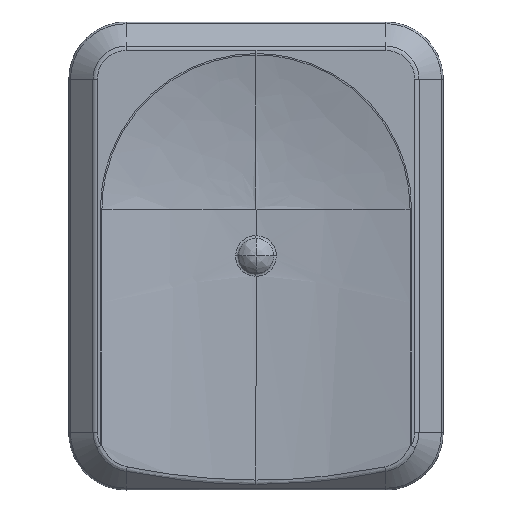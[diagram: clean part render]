
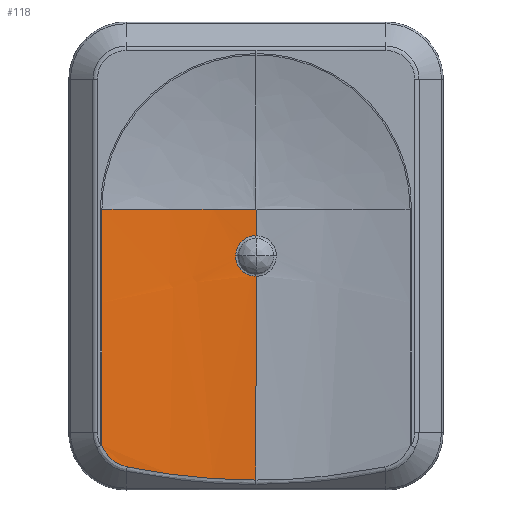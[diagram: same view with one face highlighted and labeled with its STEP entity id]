
A CAD part, top view. The second image highlights one B-rep face of the part: STEP entity #118.
In plain terms, the highlighted free-form (B-spline) face has degree [2, 1] with [3, 2] control points.
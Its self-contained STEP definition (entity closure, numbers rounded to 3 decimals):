
#118=ADVANCED_FACE('',(#223),#1505,.T.);
#223=FACE_OUTER_BOUND('',#331,.T.);
#331=EDGE_LOOP('',(#787,#788,#789,#790,#791,#792,#793,#794,#795));
#787=ORIENTED_EDGE('',*,*,#1040,.F.);
#788=ORIENTED_EDGE('',*,*,#1029,.F.);
#789=ORIENTED_EDGE('',*,*,#1035,.F.);
#790=ORIENTED_EDGE('',*,*,#1039,.F.);
#791=ORIENTED_EDGE('',*,*,#900,.F.);
#792=ORIENTED_EDGE('',*,*,#974,.F.);
#793=ORIENTED_EDGE('',*,*,#1022,.F.);
#794=ORIENTED_EDGE('',*,*,#1051,.F.);
#795=ORIENTED_EDGE('',*,*,#1047,.F.);
#900=EDGE_CURVE('',#1359,#1360,#1078,.T.);
#974=EDGE_CURVE('',#1404,#1359,#1124,.T.);
#1022=EDGE_CURVE('',#1427,#1404,#1152,.T.);
#1029=EDGE_CURVE('',#1415,#1416,#1279,.T.);
#1035=EDGE_CURVE('',#1418,#1415,#1285,.T.);
#1039=EDGE_CURVE('',#1360,#1418,#1157,.T.);
#1040=EDGE_CURVE('',#1416,#1429,#1158,.T.);
#1047=EDGE_CURVE('',#1429,#1430,#1162,.T.);
#1051=EDGE_CURVE('',#1430,#1427,#1166,.T.);
#1078=(
BOUNDED_CURVE()
B_SPLINE_CURVE(2,(#2973,#2974,#2975),.UNSPECIFIED.,.F.,.F.)
B_SPLINE_CURVE_WITH_KNOTS((3,3),(0.092,7.517),
 .UNSPECIFIED.)
CURVE()
GEOMETRIC_REPRESENTATION_ITEM()
RATIONAL_B_SPLINE_CURVE((1.,1.,1.))
REPRESENTATION_ITEM('')
);
#1124=(
BOUNDED_CURVE()
B_SPLINE_CURVE(1,(#3168,#3169),.UNSPECIFIED.,.F.,.F.)
B_SPLINE_CURVE_WITH_KNOTS((2,2),(0.,4.5),.UNSPECIFIED.)
CURVE()
GEOMETRIC_REPRESENTATION_ITEM()
RATIONAL_B_SPLINE_CURVE((1.,1.))
REPRESENTATION_ITEM('')
);
#1152=(
BOUNDED_CURVE()
B_SPLINE_CURVE(1,(#3326,#3327),.UNSPECIFIED.,.F.,.F.)
B_SPLINE_CURVE_WITH_KNOTS((2,2),(0.246,7.115),
 .UNSPECIFIED.)
CURVE()
GEOMETRIC_REPRESENTATION_ITEM()
RATIONAL_B_SPLINE_CURVE((1.,1.))
REPRESENTATION_ITEM('')
);
#1157=(
BOUNDED_CURVE()
B_SPLINE_CURVE(1,(#3444,#3445),.UNSPECIFIED.,.F.,.F.)
B_SPLINE_CURVE_WITH_KNOTS((2,2),(0.,1.274),.UNSPECIFIED.)
CURVE()
GEOMETRIC_REPRESENTATION_ITEM()
RATIONAL_B_SPLINE_CURVE((1.,1.))
REPRESENTATION_ITEM('')
);
#1158=(
BOUNDED_CURVE()
B_SPLINE_CURVE(1,(#3446,#3447),.UNSPECIFIED.,.F.,.F.)
B_SPLINE_CURVE_WITH_KNOTS((2,2),(0.,9.8),.UNSPECIFIED.)
CURVE()
GEOMETRIC_REPRESENTATION_ITEM()
RATIONAL_B_SPLINE_CURVE((1.,1.))
REPRESENTATION_ITEM('')
);
#1162=(
BOUNDED_CURVE()
B_SPLINE_CURVE(3,(#3473,#3474,#3475,#3476,#3477,#3478,#3479),
 .UNSPECIFIED.,.F.,.F.)
B_SPLINE_CURVE_WITH_KNOTS((4,3,4),(-6.37,-2.618,-0.037),
 .UNSPECIFIED.)
CURVE()
GEOMETRIC_REPRESENTATION_ITEM()
RATIONAL_B_SPLINE_CURVE((1.,1.,1.,1.,1.,1.,
1.))
REPRESENTATION_ITEM('')
);
#1166=(
BOUNDED_CURVE()
B_SPLINE_CURVE(3,(#3491,#3492,#3493,#3494,#3495),.UNSPECIFIED.,.F.,.F.)
B_SPLINE_CURVE_WITH_KNOTS((4,1,4),(-0.037,0.811,
1.656),.UNSPECIFIED.)
CURVE()
GEOMETRIC_REPRESENTATION_ITEM()
RATIONAL_B_SPLINE_CURVE((1.,1.,1.,1.,1.))
REPRESENTATION_ITEM('')
);
#1279=B_SPLINE_CURVE_WITH_KNOTS('',3,(#3356,#3357,#3358,#3359,#3360,#3361,
#3362,#3363,#3364,#3365),.UNSPECIFIED.,.F.,.F.,(4,2,2,2,4),(-1.43,
-1.073,-0.715,-0.358,0.),
 .UNSPECIFIED.);
#1285=B_SPLINE_CURVE_WITH_KNOTS('',3,(#3404,#3405,#3406,#3407,#3408,#3409,
#3410,#3411,#3412,#3413),.UNSPECIFIED.,.F.,.F.,(4,2,2,2,4),(0.,0.386,
0.772,1.158,1.543),.UNSPECIFIED.);
#1359=VERTEX_POINT('',#2592);
#1360=VERTEX_POINT('',#2593);
#1404=VERTEX_POINT('',#2637);
#1415=VERTEX_POINT('',#2648);
#1416=VERTEX_POINT('',#2649);
#1418=VERTEX_POINT('',#2651);
#1427=VERTEX_POINT('',#2660);
#1429=VERTEX_POINT('',#2662);
#1430=VERTEX_POINT('',#2663);
#1505=(
BOUNDED_SURFACE()
B_SPLINE_SURFACE(2,1,((#2441,#2442),(#2443,#2444),(#2445,#2446)),
 .UNSPECIFIED.,.F.,.F.,.F.)
B_SPLINE_SURFACE_WITH_KNOTS((3,3),(2,2),(0.,7.514),
(0.,20.804),.UNSPECIFIED.)
GEOMETRIC_REPRESENTATION_ITEM()
RATIONAL_B_SPLINE_SURFACE(((1.,1.),(1.,1.),(1.,1.)))
REPRESENTATION_ITEM('')
SURFACE()
);
#2441=CARTESIAN_POINT('',(26.831,-10.952,9.23));
#2442=CARTESIAN_POINT('',(26.831,9.853,9.23));
#2443=CARTESIAN_POINT('',(30.535,-10.952,8.338));
#2444=CARTESIAN_POINT('',(30.535,9.853,8.338));
#2445=CARTESIAN_POINT('',(34.24,-10.952,8.338));
#2446=CARTESIAN_POINT('',(34.24,9.853,8.338));
#2592=CARTESIAN_POINT('',(26.831,7.353,9.23));
#2593=CARTESIAN_POINT('',(34.24,7.353,8.338));
#2637=CARTESIAN_POINT('',(26.831,2.853,9.23));
#2648=CARTESIAN_POINT('',(33.263,5.103,8.353));
#2649=CARTESIAN_POINT('',(34.24,4.126,8.338));
#2651=CARTESIAN_POINT('',(34.24,6.079,8.338));
#2660=CARTESIAN_POINT('',(26.831,-4.016,9.23));
#2662=CARTESIAN_POINT('',(34.24,-5.673,8.338));
#2663=CARTESIAN_POINT('',(28.049,-5.045,8.961));
#2973=CARTESIAN_POINT('',(26.831,7.353,9.23));
#2974=CARTESIAN_POINT('',(30.535,7.353,8.338));
#2975=CARTESIAN_POINT('',(34.24,7.353,8.338));
#3168=CARTESIAN_POINT('',(26.831,2.853,9.23));
#3169=CARTESIAN_POINT('',(26.831,7.353,9.23));
#3326=CARTESIAN_POINT('',(26.831,-4.016,9.23));
#3327=CARTESIAN_POINT('',(26.831,2.853,9.23));
#3356=CARTESIAN_POINT('',(33.263,5.103,8.353));
#3357=CARTESIAN_POINT('',(33.263,4.975,8.353));
#3358=CARTESIAN_POINT('',(33.289,4.847,8.353));
#3359=CARTESIAN_POINT('',(33.387,4.611,8.35));
#3360=CARTESIAN_POINT('',(33.459,4.503,8.348));
#3361=CARTESIAN_POINT('',(33.64,4.322,8.344));
#3362=CARTESIAN_POINT('',(33.748,4.25,8.342));
#3363=CARTESIAN_POINT('',(33.984,4.152,8.339));
#3364=CARTESIAN_POINT('',(34.112,4.126,8.338));
#3365=CARTESIAN_POINT('',(34.24,4.126,8.338));
#3404=CARTESIAN_POINT('',(34.24,6.079,8.338));
#3405=CARTESIAN_POINT('',(34.112,6.079,8.338));
#3406=CARTESIAN_POINT('',(33.984,6.054,8.339));
#3407=CARTESIAN_POINT('',(33.748,5.956,8.342));
#3408=CARTESIAN_POINT('',(33.64,5.883,8.344));
#3409=CARTESIAN_POINT('',(33.459,5.703,8.348));
#3410=CARTESIAN_POINT('',(33.387,5.594,8.35));
#3411=CARTESIAN_POINT('',(33.289,5.358,8.353));
#3412=CARTESIAN_POINT('',(33.263,5.23,8.353));
#3413=CARTESIAN_POINT('',(33.263,5.103,8.353));
#3444=CARTESIAN_POINT('',(34.24,7.353,8.338));
#3445=CARTESIAN_POINT('',(34.24,6.079,8.338));
#3446=CARTESIAN_POINT('',(34.24,4.126,8.338));
#3447=CARTESIAN_POINT('',(34.24,-5.673,8.338));
#3473=CARTESIAN_POINT('',(34.24,-5.673,8.338));
#3474=CARTESIAN_POINT('',(33.001,-5.673,8.338));
#3475=CARTESIAN_POINT('',(31.763,-5.597,8.413));
#3476=CARTESIAN_POINT('',(30.542,-5.449,8.56));
#3477=CARTESIAN_POINT('',(29.701,-5.347,8.661));
#3478=CARTESIAN_POINT('',(28.869,-5.211,8.796));
#3479=CARTESIAN_POINT('',(28.049,-5.045,8.961));
#3491=CARTESIAN_POINT('',(28.049,-5.045,8.961));
#3492=CARTESIAN_POINT('',(27.779,-4.99,9.015));
#3493=CARTESIAN_POINT('',(27.27,-4.743,9.125));
#3494=CARTESIAN_POINT('',(26.933,-4.277,9.205));
#3495=CARTESIAN_POINT('',(26.831,-4.016,9.23));
